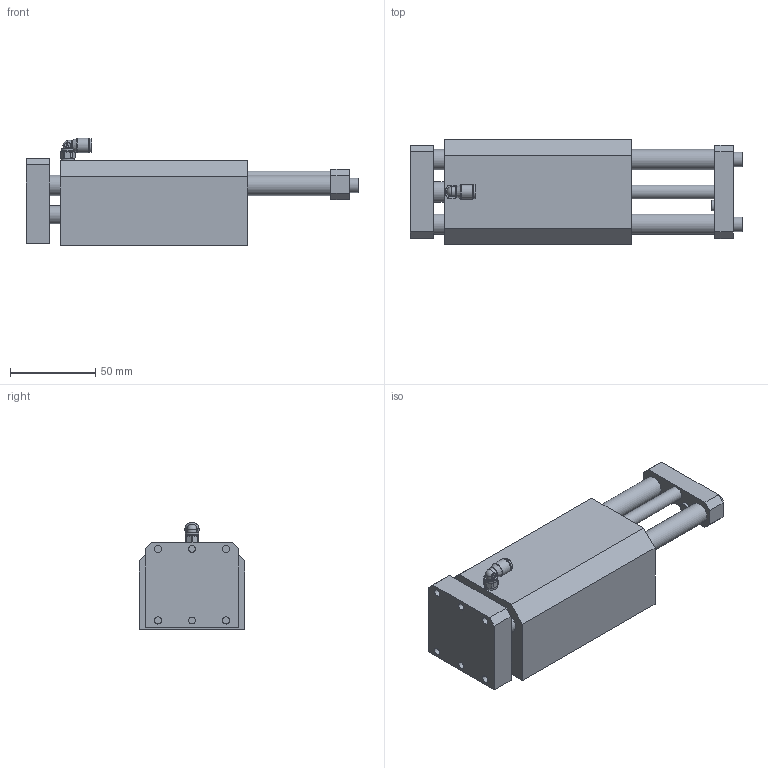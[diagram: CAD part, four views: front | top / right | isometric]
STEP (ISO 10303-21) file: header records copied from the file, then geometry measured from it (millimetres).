
FILE_DESCRIPTION( ( 'STEP AP214' ), '1' );
FILE_NAME( '8311145.step', '2010-06-08T09:30:23', ( ' ' ), ( ' ' ), 'XStep 1.0', ' ', ' ' );
FILE_SCHEMA( ( 'automotive_design' ) );
Length unit declared in the file: millimetre
Products named in the file (2): 1; 2
Bounding box: 195 x 62 x 63.2 mm (x, y, z)
Volume: 346420.9 mm3; surface area: 78117.3 mm2
Topology: 2 solids, 2 shells, 198 faces, 489 edges, 320 vertices
Faces by surface type: plane 90, cylinder 70, cone 33, torus 3, sphere 2
Full cylindrical faces by diameter (mm): 3.2 x1, 3.242 x4, 3.5 x2, 4 x1, 4.02 x2, 4.134 x14, 4.2 x4, 5 x1, 5.02 x2, 5.2 x1, 6.15 x1, 7.8 x2, 8 x2, 8.1 x1, 8.5 x3, 10.5 x1, 12 x6, 18 x1
Entity records: 6890 total; most frequent: CARTESIAN_POINT 1066, DIRECTION 887, ORIENTED_EDGE 738, EDGE_CURVE 369, AXIS2_PLACEMENT_3D 357, EDGE_LOOP 312, VERTEX_POINT 284, FACE_OUTER_BOUND 248
